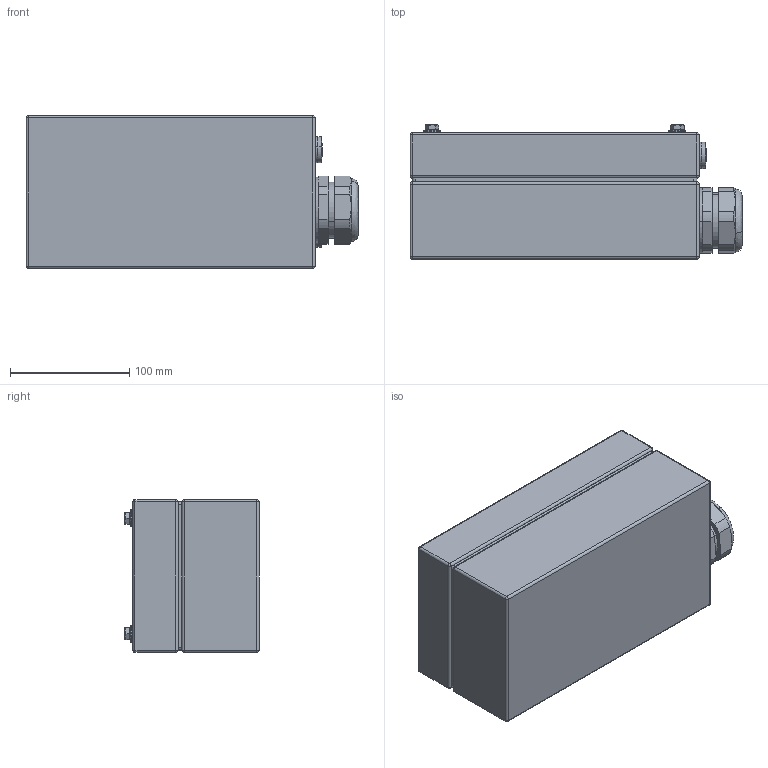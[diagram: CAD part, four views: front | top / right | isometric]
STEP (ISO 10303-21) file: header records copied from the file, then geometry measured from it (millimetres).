
FILE_DESCRIPTION (( 'STEP AP203' ), '1' );
FILE_NAME ('L10-AC.STEP', '2019-08-16T20:28:38', ( '' ), ( '' ), 'SwSTEP 2.0', 'SolidWorks 2018', '' );
FILE_SCHEMA (( 'CONFIG_CONTROL_DESIGN' ));
Length unit declared in the file: inch
Products named in the file (23): L10-AC; M5x1.44 Stud; SM5 + 8NN; PG36-BA; SM6x50 6H; S10x.5+NSP; SM6+6 BSW; L10-UBody001 (L10 Upper Body Regular); S10x.125+NSP; PG11-ln; M5x.625 Stud; S10x.25+NSP; PG11-S; L10-GK001 (L10 Upper Body Gasket); AD4-001; PG11-TPp; VP02-FP1; SM4x8 8B; L10-LBody002 (L10 LOWER BODY); VP02-VP8 (ACRYLIC); SM5x8 8B; SM6 CLINCH NUT; VP02-GK1 (Plain Gasket)
Assembly tree (57 placements, depth 2):
  L10-AC
    L10-UBody001 (L10 Upper Body Regular)
    M5x.625 Stud  x4
    L10-GK001 (L10 Upper Body Gasket)
    VP02-FP1
    VP02-VP8 (ACRYLIC)
    VP02-GK1 (Plain Gasket)
    SM5 + 8NN  x7
    SM6x50 6H  x4
    SM6+6 BSW  x4
    PG11-ln  x2
    PG11-S  x2
    PG11-TPp  x2
    L10-LBody002 (L10 LOWER BODY)
    SM6 CLINCH NUT  x4
    M5x1.44 Stud  x3
    PG36-BA
    S10x.5+NSP  x3
    S10x.125+NSP  x3
    S10x.25+NSP  x3
    AD4-001
    SM4x8 8B  x4
    SM5x8 8B  x4
Bounding box: 278.56 x 112.58 x 128.27 mm (x, y, z)
Volume: 432018.7 mm3; surface area: 446471.9 mm2
Topology: 62 solids, 62 shells, 1177 faces, 2824 edges, 1816 vertices
Faces by surface type: plane 539, cylinder 438, bspline 122, cone 46, sphere 16, torus 16
Entity records: 24952 total; most frequent: CARTESIAN_POINT 5045, DIRECTION 3592, ORIENTED_EDGE 3292, EDGE_CURVE 1646, AXIS2_PLACEMENT_3D 1353, VERTEX_POINT 1058, LINE 886, VECTOR 886
